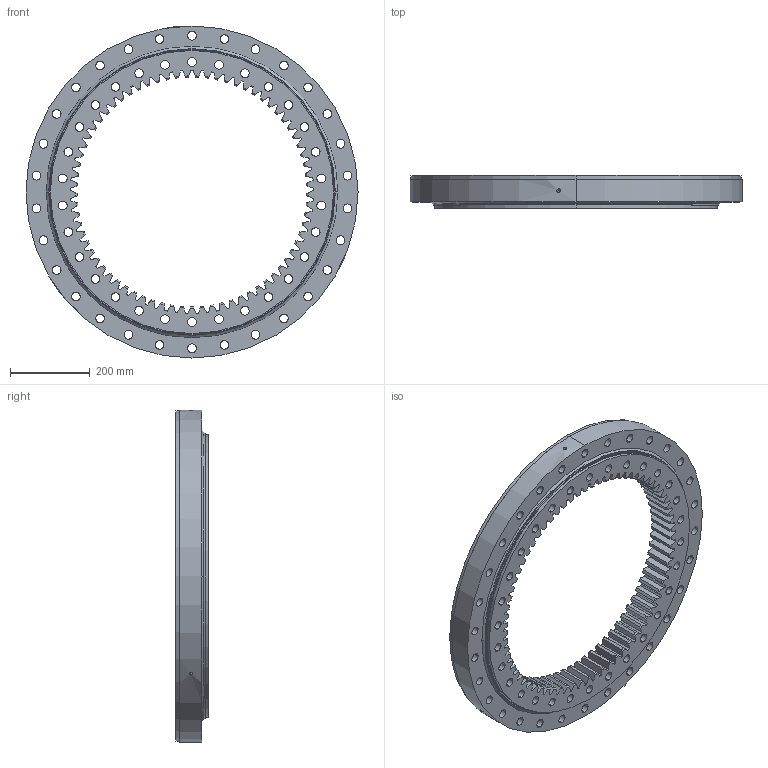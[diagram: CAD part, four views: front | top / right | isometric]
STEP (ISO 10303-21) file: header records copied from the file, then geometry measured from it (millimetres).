
FILE_DESCRIPTION (( 'STEP AP203' ), '1' );
FILE_NAME ('02-0720-02.STEP', '2017-12-26T12:38:44', ( 'defontaine' ), ( 'Hewlett-Packard Company' ), 'SwSTEP 2.0', 'SolidWorks 2016', '' );
FILE_SCHEMA (( 'CONFIG_CONTROL_DESIGN' ));
Length unit declared in the file: millimetre
Products named in the file (1): 02-0720-02
Bounding box: 835 x 82 x 835 mm (x, y, z)
Volume: 14984692.3 mm3; surface area: 1755663.1 mm2
Topology: 5 solids, 5 shells, 626 faces, 1819 edges, 1207 vertices
Faces by surface type: cylinder 291, plane 160, cone 155, torus 18, sphere 2
Entity records: 21923 total; most frequent: CARTESIAN_POINT 4917, ORIENTED_EDGE 3628, DIRECTION 3536, EDGE_CURVE 1814, AXIS2_PLACEMENT_3D 1399, VERTEX_POINT 1204, CIRCLE 772, EDGE_LOOP 766
